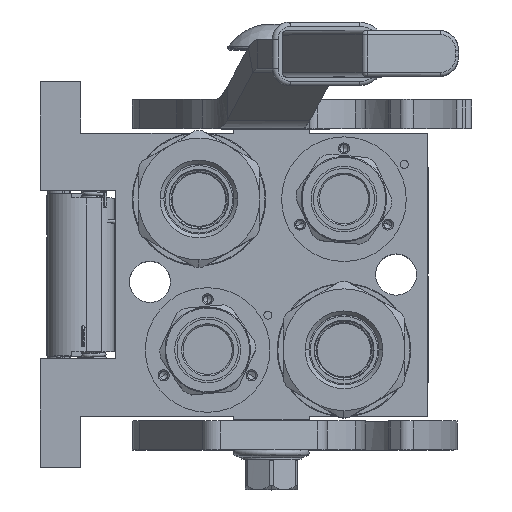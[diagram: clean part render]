
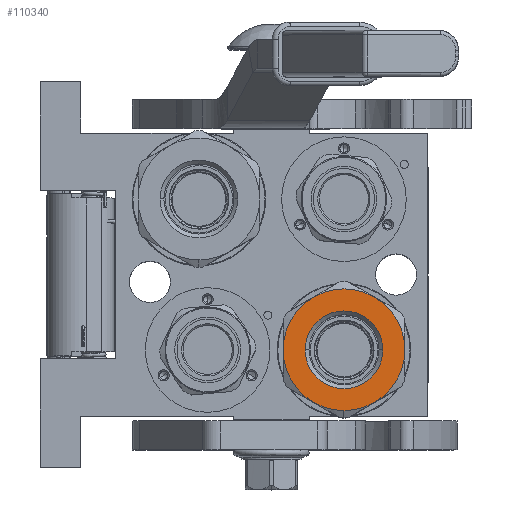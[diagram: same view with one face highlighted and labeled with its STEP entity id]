
A CAD part, top view. The second image highlights one B-rep face of the part: STEP entity #110340.
In plain terms, the highlighted face is planar.
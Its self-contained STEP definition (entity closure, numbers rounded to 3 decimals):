
#4481 = CARTESIAN_POINT ( 'NONE',  ( 100.6, -10.5, -18.187 ) ) ;
#6436 = AXIS2_PLACEMENT_3D ( 'NONE', #127836, #13933, #58505 ) ;
#13933 = DIRECTION ( 'NONE',  ( 1., 0., 0. ) ) ;
#14025 = DIRECTION ( 'NONE',  ( -1., 0., 0. ) ) ;
#16288 = DIRECTION ( 'NONE',  ( 1., 0., 0. ) ) ;
#17138 = CIRCLE ( 'NONE', #66900, 21. ) ;
#19101 = CARTESIAN_POINT ( 'NONE',  ( 100.6, 0., 21. ) ) ;
#19510 = CARTESIAN_POINT ( 'NONE',  ( 100.6, 0., 0. ) ) ;
#19949 = DIRECTION ( 'NONE',  ( 0., 0.5, 0.866 ) ) ;
#20364 = FACE_BOUND ( 'NONE', #142626, .T. ) ;
#22872 = DIRECTION ( 'NONE',  ( 0., 1., 0. ) ) ;
#23177 = CIRCLE ( 'NONE', #65277, 13.4 ) ;
#24567 = DIRECTION ( 'NONE',  ( 1., 0., 0. ) ) ;
#29960 = EDGE_CURVE ( 'NONE', #126602, #49304, #143652, .T. ) ;
#31143 = DIRECTION ( 'NONE',  ( 0., 1., 0. ) ) ;
#32811 = ORIENTED_EDGE ( 'NONE', *, *, #41714, .T. ) ;
#33064 = CARTESIAN_POINT ( 'NONE',  ( 100.6, 10.5, 18.187 ) ) ;
#33972 = DIRECTION ( 'NONE',  ( -1., 0., 0. ) ) ;
#35377 = EDGE_CURVE ( 'NONE', #71646, #65719, #144193, .T. ) ;
#36760 = DIRECTION ( 'NONE',  ( 0., 0., 1. ) ) ;
#37045 = AXIS2_PLACEMENT_3D ( 'NONE', #89735, #89249, #136378 ) ;
#37584 = CARTESIAN_POINT ( 'NONE',  ( 100.6, -10.5, 18.187 ) ) ;
#41714 = EDGE_CURVE ( 'NONE', #65360, #73969, #99240, .T. ) ;
#41776 = CARTESIAN_POINT ( 'NONE',  ( 100.6, -13.4, 0. ) ) ;
#47382 = VERTEX_POINT ( 'NONE', #75886 ) ;
#48448 = PLANE ( 'NONE',  #96172 ) ;
#48704 = CARTESIAN_POINT ( 'NONE',  ( 100.6, 0., 0. ) ) ;
#49304 = VERTEX_POINT ( 'NONE', #37584 ) ;
#51157 = FACE_OUTER_BOUND ( 'NONE', #63041, .T. ) ;
#51159 = AXIS2_PLACEMENT_3D ( 'NONE', #19510, #100484, #31143 ) ;
#54376 = CARTESIAN_POINT ( 'NONE',  ( 100.6, 0., 0. ) ) ;
#56632 = EDGE_CURVE ( 'NONE', #106487, #126602, #100663, .T. ) ;
#58505 = DIRECTION ( 'NONE',  ( 0., 0.5, 0.866 ) ) ;
#59569 = CIRCLE ( 'NONE', #136069, 21. ) ;
#59897 = ORIENTED_EDGE ( 'NONE', *, *, #56632, .T. ) ;
#61341 = ORIENTED_EDGE ( 'NONE', *, *, #121380, .F. ) ;
#62021 = EDGE_CURVE ( 'NONE', #73969, #65360, #23177, .T. ) ;
#62579 = CARTESIAN_POINT ( 'NONE',  ( 100.6, 0., 0. ) ) ;
#63041 = EDGE_LOOP ( 'NONE', ( #107276, #90030, #147348, #83796, #61341, #59897, #122512 ) ) ;
#65277 = AXIS2_PLACEMENT_3D ( 'NONE', #137881, #126189, #125176 ) ;
#65360 = VERTEX_POINT ( 'NONE', #141769 ) ;
#65719 = VERTEX_POINT ( 'NONE', #124944 ) ;
#66900 = AXIS2_PLACEMENT_3D ( 'NONE', #48704, #129665, #141295 ) ;
#71646 = VERTEX_POINT ( 'NONE', #4481 ) ;
#72119 = DIRECTION ( 'NONE',  ( 0., -0.5, 0.866 ) ) ;
#73969 = VERTEX_POINT ( 'NONE', #41776 ) ;
#75886 = CARTESIAN_POINT ( 'NONE',  ( 100.6, -21., 0. ) ) ;
#83796 = ORIENTED_EDGE ( 'NONE', *, *, #116218, .F. ) ;
#85586 = DIRECTION ( 'NONE',  ( 0., 0.5, 0.866 ) ) ;
#87005 = VERTEX_POINT ( 'NONE', #99895 ) ;
#89249 = DIRECTION ( 'NONE',  ( 1., 0., 0. ) ) ;
#89735 = CARTESIAN_POINT ( 'NONE',  ( 100.6, 0., 0. ) ) ;
#90030 = ORIENTED_EDGE ( 'NONE', *, *, #99020, .T. ) ;
#91133 = CARTESIAN_POINT ( 'NONE',  ( 100.6, 0., 0. ) ) ;
#93851 = CARTESIAN_POINT ( 'NONE',  ( 100.6, 0., 0. ) ) ;
#95265 = AXIS2_PLACEMENT_3D ( 'NONE', #93851, #24567, #72119 ) ;
#95394 = AXIS2_PLACEMENT_3D ( 'NONE', #142346, #16288, #85586 ) ;
#95483 = CIRCLE ( 'NONE', #95265, 21. ) ;
#96172 = AXIS2_PLACEMENT_3D ( 'NONE', #62579, #14025, #36760 ) ;
#99020 = EDGE_CURVE ( 'NONE', #47382, #71646, #17138, .T. ) ;
#99240 = CIRCLE ( 'NONE', #113315, 13.4 ) ;
#99895 = CARTESIAN_POINT ( 'NONE',  ( 100.6, 21., 0. ) ) ;
#100484 = DIRECTION ( 'NONE',  ( -1., 0., 0. ) ) ;
#100663 = CIRCLE ( 'NONE', #95394, 21. ) ;
#101460 = EDGE_CURVE ( 'NONE', #49304, #47382, #95483, .T. ) ;
#106487 = VERTEX_POINT ( 'NONE', #33064 ) ;
#106694 = CIRCLE ( 'NONE', #51159, 21. ) ;
#107276 = ORIENTED_EDGE ( 'NONE', *, *, #101460, .T. ) ;
#110340 = ADVANCED_FACE ( 'NONE', ( #51157, #20364 ), #48448, .F. ) ;
#113315 = AXIS2_PLACEMENT_3D ( 'NONE', #91133, #33972, #22872 ) ;
#116218 = EDGE_CURVE ( 'NONE', #87005, #65719, #106694, .T. ) ;
#121380 = EDGE_CURVE ( 'NONE', #106487, #87005, #59569, .T. ) ;
#122512 = ORIENTED_EDGE ( 'NONE', *, *, #29960, .T. ) ;
#124944 = CARTESIAN_POINT ( 'NONE',  ( 100.6, 10.5, -18.187 ) ) ;
#125176 = DIRECTION ( 'NONE',  ( 0., -1., 0. ) ) ;
#125708 = ORIENTED_EDGE ( 'NONE', *, *, #62021, .T. ) ;
#126189 = DIRECTION ( 'NONE',  ( -1., 0., 0. ) ) ;
#126602 = VERTEX_POINT ( 'NONE', #19101 ) ;
#127836 = CARTESIAN_POINT ( 'NONE',  ( 100.6, 0., 0. ) ) ;
#129665 = DIRECTION ( 'NONE',  ( 1., 0., 0. ) ) ;
#135864 = DIRECTION ( 'NONE',  ( -1., 0., 0. ) ) ;
#136069 = AXIS2_PLACEMENT_3D ( 'NONE', #54376, #135864, #19949 ) ;
#136378 = DIRECTION ( 'NONE',  ( 0., -0.5, -0.866 ) ) ;
#137881 = CARTESIAN_POINT ( 'NONE',  ( 100.6, 0., 0. ) ) ;
#141295 = DIRECTION ( 'NONE',  ( 0., -1., 0. ) ) ;
#141769 = CARTESIAN_POINT ( 'NONE',  ( 100.6, 13.4, 0. ) ) ;
#142346 = CARTESIAN_POINT ( 'NONE',  ( 100.6, 0., 0. ) ) ;
#142626 = EDGE_LOOP ( 'NONE', ( #125708, #32811 ) ) ;
#143652 = CIRCLE ( 'NONE', #6436, 21. ) ;
#144193 = CIRCLE ( 'NONE', #37045, 21. ) ;
#147348 = ORIENTED_EDGE ( 'NONE', *, *, #35377, .T. ) ;
